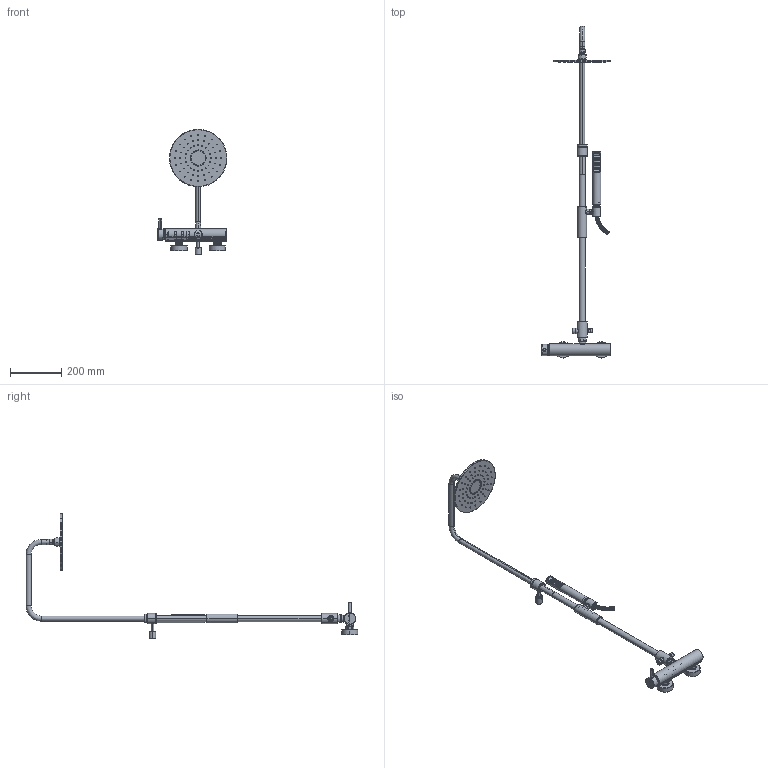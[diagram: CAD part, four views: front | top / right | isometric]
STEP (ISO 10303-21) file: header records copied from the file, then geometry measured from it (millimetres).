
FILE_DESCRIPTION((''),'2;1');
FILE_NAME('ZCOL601CR','2021-11-11T09:26:52',('ut3'),('PAFFONI SpA'),'CREO PARAMETRIC BY PTC INC, 2020044','CREO PARAMETRIC BY PTC INC, 2020044','');
FILE_SCHEMA(('CONFIG_CONTROL_DESIGN','SHAPE_APPEARANCE_LAYERS_GROUPS'));
Products named in the file (1): ZCOL601CR
Bounding box: 273.69 x 1300.7 x 491.3 mm (x, y, z)
Volume: 923871.6 mm3; surface area: 595931.6 mm2
Topology: 12 solids, 12 shells, 2156 faces, 4945 edges, 3080 vertices
Faces by surface type: cylinder 789, plane 675, cone 397, torus 133, bspline 120, sphere 42
Entity records: 139550 total; most frequent: CARTESIAN_POINT 75353, DIRECTION 10479, ORIENTED_EDGE 9850, EDGE_CURVE 4925, AXIS2_PLACEMENT_3D 4318, VERTEX_POINT 3080, EDGE_LOOP 2609, CIRCLE 2282
